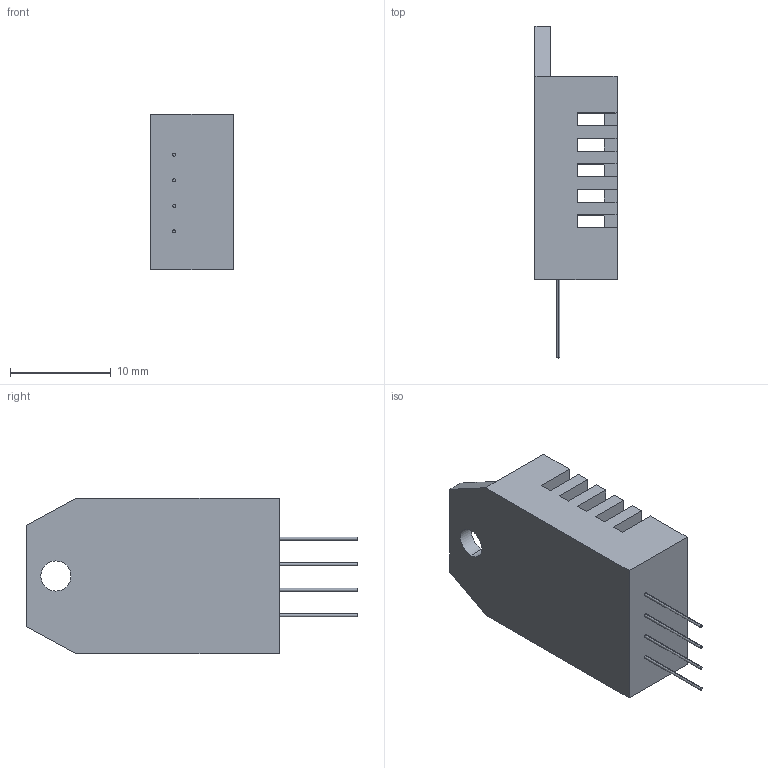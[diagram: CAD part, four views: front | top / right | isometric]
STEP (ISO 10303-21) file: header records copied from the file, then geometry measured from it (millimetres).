
FILE_DESCRIPTION (( 'STEP AP214' ), '1' );
FILE_NAME ('DHT22.STEP', '2017-04-13T14:18:25', ( 'Crea3D' ), ( '' ), 'SwSTEP 2.0', 'SolidWorks 2015', '' );
FILE_SCHEMA (( 'AUTOMOTIVE_DESIGN' ));
Length unit declared in the file: millimetre
Products named in the file (1): DHT22
Bounding box: 8.15 x 32.95 x 15.47 mm (x, y, z)
Volume: 1210.7 mm3; surface area: 2259.4 mm2
Topology: 1 solids, 1 shells, 142 faces, 478 edges, 318 vertices
Faces by surface type: plane 132, cylinder 10
Entity records: 5472 total; most frequent: ORIENTED_EDGE 956, CARTESIAN_POINT 939, DIRECTION 784, EDGE_CURVE 478, VECTOR 458, LINE 458, VERTEX_POINT 318, EDGE_LOOP 178
